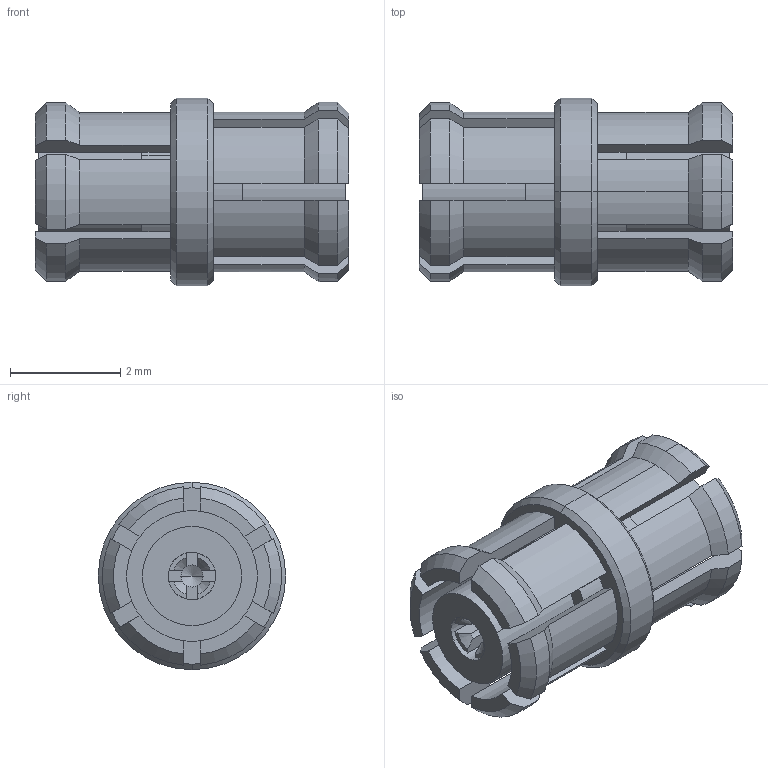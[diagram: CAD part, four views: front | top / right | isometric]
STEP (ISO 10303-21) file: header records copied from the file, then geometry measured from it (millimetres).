
FILE_DESCRIPTION (( 'STEP AP214' ), '1' );
FILE_NAME ('ÊÀÏÄ.434511.027 Ïåðåõîä ðîçåòêà-ðîçåòêà.STEP', '2023-05-03T03:10:28', ( '' ), ( '' ), 'SwSTEP 2.0', 'SolidWorks 2018', '' );
FILE_SCHEMA (( 'AUTOMOTIVE_DESIGN' ));
Length unit declared in the file: millimetre
Products named in the file (2): ÊÀÏÄ.434511.027 Ïåðåõîä ðîçåòêà-ðîçåòêà; Äåòàëü7^ÊÀÏÄ.434511.027 Ïåðåõîä ðîçåòêà-ðîçåòêà
Assembly tree (1 placements, depth 2):
  ÊÀÏÄ.434511.027 Ïåðåõîä ðîçåòêà-ðîçåòêà
    Äåòàëü7^ÊÀÏÄ.434511.027 Ïåðåõîä ðîçåòêà-ðîçåòêà
Bounding box: 5.68 x 3.4 x 3.4 mm (x, y, z)
Volume: 29.9 mm3; surface area: 137.7 mm2
Topology: 1 solids, 3 shells, 192 faces, 519 edges, 333 vertices
Faces by surface type: plane 76, cylinder 70, cone 46
Entity records: 6190 total; most frequent: CARTESIAN_POINT 1254, DIRECTION 1050, ORIENTED_EDGE 1030, EDGE_CURVE 515, AXIS2_PLACEMENT_3D 403, VERTEX_POINT 333, VECTOR 244, LINE 244
